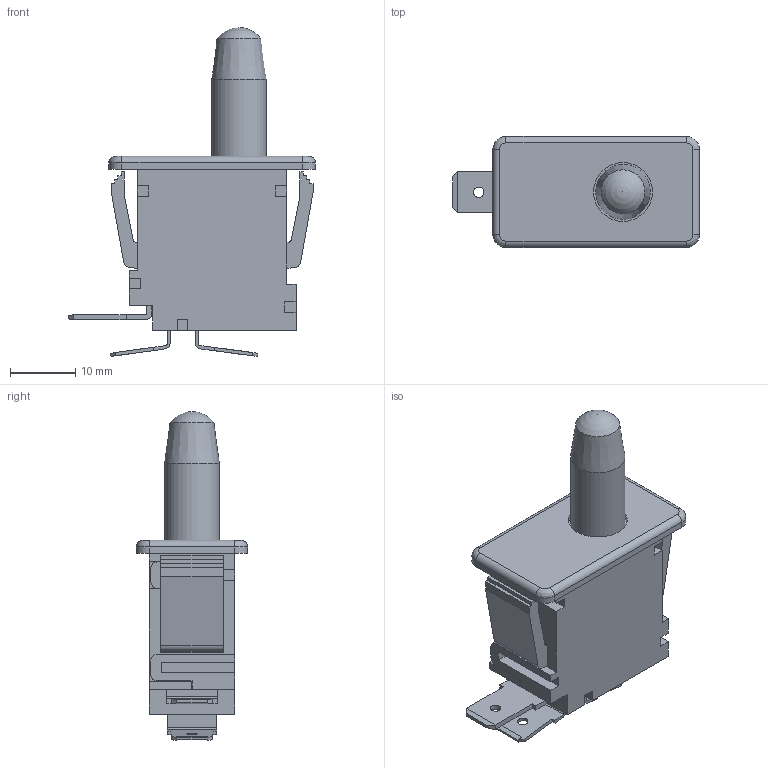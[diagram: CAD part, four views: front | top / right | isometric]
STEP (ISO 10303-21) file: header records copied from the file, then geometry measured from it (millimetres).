
FILE_DESCRIPTION((' '),'2;1');
FILE_NAME('PP1-EB7-xA2.stp','2017-07-28T09:24:43',(' '),(' '),' ','ACIS',' ');
FILE_SCHEMA(('CONFIG_CONTROL_DESIGN'));
Length unit declared in the file: inch
Products named in the file (1): PP1-EB7-xA2.stp
Bounding box: 37.77 x 17 x 50.29 mm (x, y, z)
Volume: 9998 mm3; surface area: 5087.4 mm2
Topology: 1 solids, 1 shells, 208 faces, 586 edges, 385 vertices
Faces by surface type: plane 169, cylinder 33, bspline 4, cone 1, sphere 1
Full cylindrical faces by diameter (mm): 1.6 x3, 8.35 x1, 9 x1
Entity records: 6721 total; most frequent: CARTESIAN_POINT 1213, ORIENTED_EDGE 1154, DIRECTION 1058, EDGE_CURVE 577, VECTOR 506, LINE 506, VERTEX_POINT 383, AXIS2_PLACEMENT_3D 276
